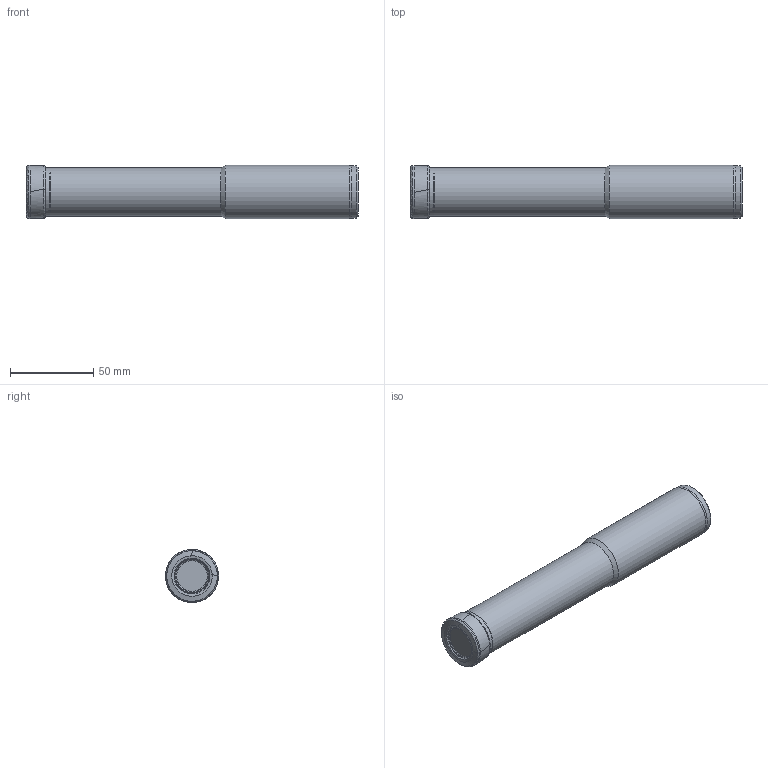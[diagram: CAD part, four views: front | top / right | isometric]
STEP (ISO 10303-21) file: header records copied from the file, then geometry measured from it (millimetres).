
FILE_DESCRIPTION(/* description */ (''),/* implementation_level */ '2;1');
FILE_NAME(/* name */ 'AHFM-LO03-D32-C32-L200-Z05.stp',/* time_stamp */ '2023-10-30T20:09:04+03:00',/* author */ (''),/* organization */ (''),/* preprocessor_version */ 'ST-DEVELOPER v19.4',/* originating_system */ 'SIEMENS PLM Software NX2306.5001',/* authorisation */ '');
FILE_SCHEMA (('AUTOMOTIVE_DESIGN { 1 0 10303 214 3 1 1 1 }'));
Length unit declared in the file: millimetre
Products named in the file (1): AHFM-LO03-D32-C32-L200-Z05-LIGHT_x_t_objects
Bounding box: 199.99 x 32 x 32 mm (x, y, z)
Volume: 148160.4 mm3; surface area: 22987.4 mm2
Topology: 2 solids, 2 shells, 53 faces, 103 edges, 52 vertices
Faces by surface type: bspline 36, torus 7, cylinder 3, cone 3, revolution 2, plane 2
Full cylindrical faces by diameter (mm): 29 x1, 31.5 x1, 32 x1
Entity records: 2656 total; most frequent: CARTESIAN_POINT 1750, ORIENTED_EDGE 176, DIRECTION 158, EDGE_CURVE 88, AXIS2_PLACEMENT_3D 72, EDGE_LOOP 68, CIRCLE 56, ADVANCED_FACE 53
